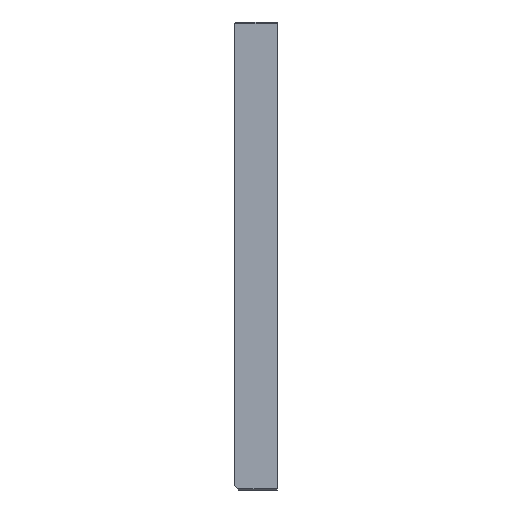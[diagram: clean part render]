
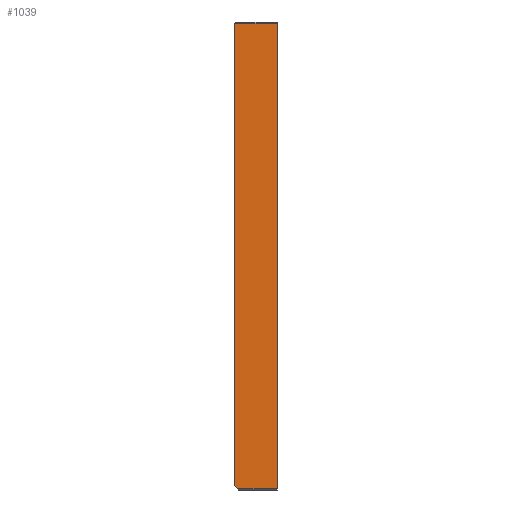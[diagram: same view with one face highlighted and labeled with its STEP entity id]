
A CAD part, left-side view. The second image highlights one B-rep face of the part: STEP entity #1039.
In plain terms, the highlighted planar face has unit normal (-1, 0, 0).
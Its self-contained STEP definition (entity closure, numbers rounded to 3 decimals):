
#992=CARTESIAN_POINT('',(-150.,6.,-224.));
#993=DIRECTION('',(1.,0.,0.));
#994=DIRECTION('',(0.,0.,-1.));
#995=AXIS2_PLACEMENT_3D('',#992,#993,#994);
#996=PLANE('',#995);
#997=CARTESIAN_POINT('',(-150.,41.,-221.));
#998=VERTEX_POINT('',#997);
#999=CARTESIAN_POINT('',(-150.,38.,-224.));
#1000=VERTEX_POINT('',#999);
#1001=CARTESIAN_POINT('',(-150.,41.,-221.));
#1002=DIRECTION('',(0.,-0.707,-0.707));
#1003=VECTOR('',#1002,4.243);
#1004=LINE('',#1001,#1003);
#1005=EDGE_CURVE('',#998,#1000,#1004,.T.);
#1006=ORIENTED_EDGE('',*,*,#1005,.T.);
#1007=CARTESIAN_POINT('',(-150.,0.,-224.));
#1008=VERTEX_POINT('',#1007);
#1009=CARTESIAN_POINT('',(-150.,38.,-224.));
#1010=DIRECTION('',(0.,-1.,0.));
#1011=VECTOR('',#1010,38.);
#1012=LINE('',#1009,#1011);
#1013=EDGE_CURVE('',#1000,#1008,#1012,.T.);
#1014=ORIENTED_EDGE('',*,*,#1013,.T.);
#1015=CARTESIAN_POINT('',(-150.,0.,224.));
#1016=VERTEX_POINT('',#1015);
#1017=CARTESIAN_POINT('',(-150.,0.,-224.));
#1018=DIRECTION('',(0.,0.,1.));
#1019=VECTOR('',#1018,448.);
#1020=LINE('',#1017,#1019);
#1021=EDGE_CURVE('',#1008,#1016,#1020,.T.);
#1022=ORIENTED_EDGE('',*,*,#1021,.T.);
#1023=CARTESIAN_POINT('',(-150.,41.,224.));
#1024=VERTEX_POINT('',#1023);
#1025=CARTESIAN_POINT('',(-150.,41.,224.));
#1026=DIRECTION('',(0.,-1.,0.));
#1027=VECTOR('',#1026,41.);
#1028=LINE('',#1025,#1027);
#1029=EDGE_CURVE('',#1024,#1016,#1028,.T.);
#1030=ORIENTED_EDGE('',*,*,#1029,.F.);
#1031=CARTESIAN_POINT('',(-150.,41.,-221.));
#1032=DIRECTION('',(0.,0.,1.));
#1033=VECTOR('',#1032,445.);
#1034=LINE('',#1031,#1033);
#1035=EDGE_CURVE('',#998,#1024,#1034,.T.);
#1036=ORIENTED_EDGE('',*,*,#1035,.F.);
#1037=EDGE_LOOP('',(#1006,#1014,#1022,#1030,#1036));
#1038=FACE_BOUND('',#1037,.T.);
#1039=ADVANCED_FACE('',(#1038),#996,.F.);
